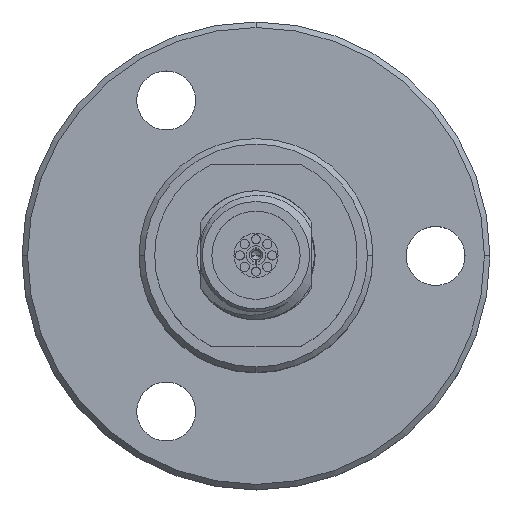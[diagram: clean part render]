
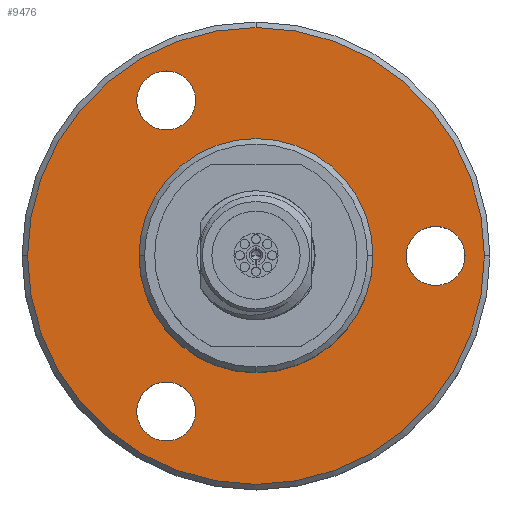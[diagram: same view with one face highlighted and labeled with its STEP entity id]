
A CAD part, top view. The second image highlights one B-rep face of the part: STEP entity #9476.
In plain terms, the highlighted planar face has unit normal (0, 0, 1).
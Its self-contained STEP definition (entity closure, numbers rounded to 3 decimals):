
#317 = DIRECTION ( 'NONE',  ( 0., 0., -1. ) ) ;
#411 = EDGE_CURVE ( 'NONE', #15554, #18573, #13088, .T. ) ;
#524 = FACE_OUTER_BOUND ( 'NONE', #943, .T. ) ;
#605 = CARTESIAN_POINT ( 'NONE',  ( -4.875, 8.444, 0. ) ) ;
#661 = DIRECTION ( 'NONE',  ( 0., -1., 0. ) ) ;
#854 = AXIS2_PLACEMENT_3D ( 'NONE', #2235, #20980, #2787 ) ;
#906 = AXIS2_PLACEMENT_3D ( 'NONE', #9868, #22661, #1816 ) ;
#943 = EDGE_LOOP ( 'NONE', ( #23433, #10281, #1957 ) ) ;
#1344 = AXIS2_PLACEMENT_3D ( 'NONE', #16200, #25074, #18540 ) ;
#1385 = DIRECTION ( 'NONE',  ( 0., 0., -1. ) ) ;
#1583 = CIRCLE ( 'NONE', #23772, 1.6 ) ;
#1616 = CARTESIAN_POINT ( 'NONE',  ( 5.65, 0., 0. ) ) ;
#1816 = DIRECTION ( 'NONE',  ( -1., 0., 0. ) ) ;
#1957 = ORIENTED_EDGE ( 'NONE', *, *, #25178, .F. ) ;
#2154 = AXIS2_PLACEMENT_3D ( 'NONE', #27024, #7991, #7721 ) ;
#2170 = EDGE_CURVE ( 'NONE', #6096, #23204, #21986, .T. ) ;
#2224 = CIRCLE ( 'NONE', #906, 12.4 ) ;
#2235 = CARTESIAN_POINT ( 'NONE',  ( 0., 0., 0. ) ) ;
#2335 = EDGE_CURVE ( 'NONE', #26950, #25551, #1583, .T. ) ;
#2787 = DIRECTION ( 'NONE',  ( -1., 0., 0. ) ) ;
#2912 = DIRECTION ( 'NONE',  ( 0., 0., -1. ) ) ;
#3124 = CARTESIAN_POINT ( 'NONE',  ( 0., 12.4, 0. ) ) ;
#3619 = CIRCLE ( 'NONE', #7098, 5.65 ) ;
#3691 = ORIENTED_EDGE ( 'NONE', *, *, #2335, .T. ) ;
#3827 = DIRECTION ( 'NONE',  ( 1., 0., 0. ) ) ;
#3877 = CARTESIAN_POINT ( 'NONE',  ( 11.35, 0., 0. ) ) ;
#4110 = EDGE_CURVE ( 'NONE', #20164, #25815, #3619, .T. ) ;
#4380 = B_SPLINE_CURVE_WITH_KNOTS ( 'NONE', 3,
 ( #18145, #24129, #26610, #7577, #12423, #1616 ),
 .UNSPECIFIED., .F., .F.,
 ( 4, 2, 4 ),
 ( 0., 0.5, 1. ),
 .UNSPECIFIED. ) ;
#4461 = ORIENTED_EDGE ( 'NONE', *, *, #411, .T. ) ;
#4670 = PLANE ( 'NONE',  #6755 ) ;
#5060 = CARTESIAN_POINT ( 'NONE',  ( -5.65, 0., 0. ) ) ;
#5256 = CARTESIAN_POINT ( 'NONE',  ( -4.875, -8.444, 0. ) ) ;
#5362 = ORIENTED_EDGE ( 'NONE', *, *, #13683, .T. ) ;
#5579 = EDGE_CURVE ( 'NONE', #23204, #22649, #2224, .T. ) ;
#5608 = EDGE_LOOP ( 'NONE', ( #12102, #5362 ) ) ;
#5905 = CARTESIAN_POINT ( 'NONE',  ( 0., 0., 0. ) ) ;
#5973 = EDGE_CURVE ( 'NONE', #18573, #15554, #15097, .T. ) ;
#6096 = VERTEX_POINT ( 'NONE', #13877 ) ;
#6616 = FACE_BOUND ( 'NONE', #23752, .T. ) ;
#6755 = AXIS2_PLACEMENT_3D ( 'NONE', #21358, #9115, #661 ) ;
#6897 = AXIS2_PLACEMENT_3D ( 'NONE', #5905, #22864, #3827 ) ;
#7091 = CARTESIAN_POINT ( 'NONE',  ( 0., 0., 0. ) ) ;
#7098 = AXIS2_PLACEMENT_3D ( 'NONE', #7091, #17513, #25715 ) ;
#7461 = CIRCLE ( 'NONE', #26526, 1.6 ) ;
#7577 = CARTESIAN_POINT ( 'NONE',  ( 5.52, 1.398, 0. ) ) ;
#7653 = CARTESIAN_POINT ( 'NONE',  ( -12.4, 0., 0. ) ) ;
#7721 = DIRECTION ( 'NONE',  ( 0.5, -0.866, 0. ) ) ;
#7882 = DIRECTION ( 'NONE',  ( 0., 0., -1. ) ) ;
#7888 = AXIS2_PLACEMENT_3D ( 'NONE', #12058, #7882, #9570 ) ;
#7991 = DIRECTION ( 'NONE',  ( 0., 0., -1. ) ) ;
#9115 = DIRECTION ( 'NONE',  ( 0., 0., -1. ) ) ;
#9476 = ADVANCED_FACE ( 'NONE', ( #23717, #6616, #19682, #12875, #524 ), #4670, .F. ) ;
#9570 = DIRECTION ( 'NONE',  ( -1., 0., 0. ) ) ;
#9575 = EDGE_CURVE ( 'NONE', #23501, #25815, #4380, .T. ) ;
#9868 = CARTESIAN_POINT ( 'NONE',  ( 0., 0., 0. ) ) ;
#10281 = ORIENTED_EDGE ( 'NONE', *, *, #2170, .F. ) ;
#11755 = AXIS2_PLACEMENT_3D ( 'NONE', #18698, #24969, #25372 ) ;
#11915 = ORIENTED_EDGE ( 'NONE', *, *, #4110, .F. ) ;
#11942 = CARTESIAN_POINT ( 'NONE',  ( -5.675, -9.829, 0. ) ) ;
#12058 = CARTESIAN_POINT ( 'NONE',  ( 0., 0., 0. ) ) ;
#12102 = ORIENTED_EDGE ( 'NONE', *, *, #24596, .T. ) ;
#12328 = CARTESIAN_POINT ( 'NONE',  ( 5.65, 0., 0. ) ) ;
#12423 = CARTESIAN_POINT ( 'NONE',  ( 5.65, 0.711, 0. ) ) ;
#12875 = FACE_BOUND ( 'NONE', #13318, .T. ) ;
#13088 = CIRCLE ( 'NONE', #11755, 1.6 ) ;
#13318 = EDGE_LOOP ( 'NONE', ( #24755, #11915, #21703 ) ) ;
#13435 = VERTEX_POINT ( 'NONE', #3877 ) ;
#13683 = EDGE_CURVE ( 'NONE', #13435, #26168, #27032, .T. ) ;
#13877 = CARTESIAN_POINT ( 'NONE',  ( 12.4, 0., 0. ) ) ;
#15097 = CIRCLE ( 'NONE', #24854, 1.6 ) ;
#15554 = VERTEX_POINT ( 'NONE', #11942 ) ;
#16112 = CARTESIAN_POINT ( 'NONE',  ( 9.75, 0., 0. ) ) ;
#16200 = CARTESIAN_POINT ( 'NONE',  ( 9.75, 0., 0. ) ) ;
#16307 = ORIENTED_EDGE ( 'NONE', *, *, #24340, .T. ) ;
#16360 = CIRCLE ( 'NONE', #854, 12.4 ) ;
#16384 = CARTESIAN_POINT ( 'NONE',  ( -4.075, 7.058, 0. ) ) ;
#16838 = CARTESIAN_POINT ( 'NONE',  ( -4.075, -7.058, 0. ) ) ;
#17513 = DIRECTION ( 'NONE',  ( 0., 0., 1. ) ) ;
#18145 = CARTESIAN_POINT ( 'NONE',  ( 4.148, 3.836, -0.003 ) ) ;
#18320 = DIRECTION ( 'NONE',  ( -1., 0., 0. ) ) ;
#18540 = DIRECTION ( 'NONE',  ( 1., 0., 0. ) ) ;
#18573 = VERTEX_POINT ( 'NONE', #16838 ) ;
#18698 = CARTESIAN_POINT ( 'NONE',  ( -4.875, -8.444, 0. ) ) ;
#18993 = CIRCLE ( 'NONE', #2154, 1.6 ) ;
#19682 = FACE_BOUND ( 'NONE', #5608, .T. ) ;
#20164 = VERTEX_POINT ( 'NONE', #5060 ) ;
#20980 = DIRECTION ( 'NONE',  ( 0., 0., -1. ) ) ;
#21258 = CARTESIAN_POINT ( 'NONE',  ( 4.148, 3.836, -0.003 ) ) ;
#21358 = CARTESIAN_POINT ( 'NONE',  ( 0., 0., 0. ) ) ;
#21665 = EDGE_LOOP ( 'NONE', ( #16307, #3691 ) ) ;
#21666 = DIRECTION ( 'NONE',  ( 0.5, 0.866, 0. ) ) ;
#21703 = ORIENTED_EDGE ( 'NONE', *, *, #24569, .T. ) ;
#21986 = CIRCLE ( 'NONE', #6897, 12.4 ) ;
#22562 = CIRCLE ( 'NONE', #7888, 5.65 ) ;
#22649 = VERTEX_POINT ( 'NONE', #3124 ) ;
#22661 = DIRECTION ( 'NONE',  ( 0., 0., -1. ) ) ;
#22864 = DIRECTION ( 'NONE',  ( 0., 0., -1. ) ) ;
#23204 = VERTEX_POINT ( 'NONE', #7653 ) ;
#23246 = DIRECTION ( 'NONE',  ( -0.5, 0.866, 0. ) ) ;
#23433 = ORIENTED_EDGE ( 'NONE', *, *, #5579, .F. ) ;
#23501 = VERTEX_POINT ( 'NONE', #21258 ) ;
#23717 = FACE_BOUND ( 'NONE', #21665, .T. ) ;
#23752 = EDGE_LOOP ( 'NONE', ( #26131, #4461 ) ) ;
#23772 = AXIS2_PLACEMENT_3D ( 'NONE', #605, #317, #23246 ) ;
#24078 = CARTESIAN_POINT ( 'NONE',  ( 8.15, 0., 0. ) ) ;
#24129 = CARTESIAN_POINT ( 'NONE',  ( 4.631, 3.314, 0. ) ) ;
#24340 = EDGE_CURVE ( 'NONE', #25551, #26950, #18993, .T. ) ;
#24569 = EDGE_CURVE ( 'NONE', #20164, #23501, #22562, .T. ) ;
#24596 = EDGE_CURVE ( 'NONE', #26168, #13435, #7461, .T. ) ;
#24755 = ORIENTED_EDGE ( 'NONE', *, *, #9575, .T. ) ;
#24854 = AXIS2_PLACEMENT_3D ( 'NONE', #5256, #2912, #21666 ) ;
#24969 = DIRECTION ( 'NONE',  ( 0., 0., -1. ) ) ;
#25074 = DIRECTION ( 'NONE',  ( 0., 0., -1. ) ) ;
#25178 = EDGE_CURVE ( 'NONE', #22649, #6096, #16360, .T. ) ;
#25372 = DIRECTION ( 'NONE',  ( -0.5, -0.866, 0. ) ) ;
#25551 = VERTEX_POINT ( 'NONE', #16384 ) ;
#25715 = DIRECTION ( 'NONE',  ( -1., 0., 0. ) ) ;
#25815 = VERTEX_POINT ( 'NONE', #12328 ) ;
#26131 = ORIENTED_EDGE ( 'NONE', *, *, #5973, .T. ) ;
#26168 = VERTEX_POINT ( 'NONE', #24078 ) ;
#26526 = AXIS2_PLACEMENT_3D ( 'NONE', #16112, #1385, #18320 ) ;
#26610 = CARTESIAN_POINT ( 'NONE',  ( 5.002, 2.722, 0. ) ) ;
#26950 = VERTEX_POINT ( 'NONE', #27078 ) ;
#27024 = CARTESIAN_POINT ( 'NONE',  ( -4.875, 8.444, 0. ) ) ;
#27032 = CIRCLE ( 'NONE', #1344, 1.6 ) ;
#27078 = CARTESIAN_POINT ( 'NONE',  ( -5.675, 9.829, 0. ) ) ;
